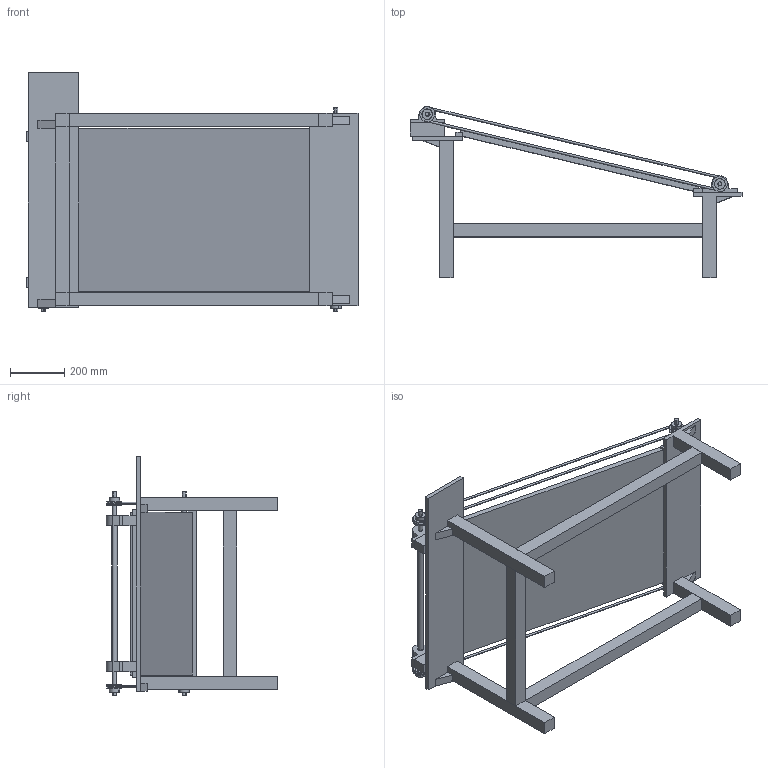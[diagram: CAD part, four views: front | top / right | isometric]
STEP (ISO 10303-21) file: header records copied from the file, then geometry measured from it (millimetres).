
FILE_DESCRIPTION (( 'STEP AP203' ), '1' );
FILE_NAME ('solar cleaning systam assly 2.STEP', '2023-06-12T13:03:07', ( '' ), ( '' ), 'SwSTEP 2.0', 'SolidWorks 2019', '' );
FILE_SCHEMA (( 'CONFIG_CONTROL_DESIGN' ));
Length unit declared in the file: millimetre
Products named in the file (8): shaft 17x700; WOODEN_Default<As Machined>; 600x900 solar; solar cleaning systam assly 2; bearing block; WOODEN BLOCK; pulley - Copy; pulley
Assembly tree (14 placements, depth 2):
  solar cleaning systam assly 2
    600x900 solar
    bearing block  x4
    shaft 17x700  x2
    pulley  x2
    pulley - Copy  x2
    WOODEN_Default<As Machined>
    WOODEN BLOCK  x2
Bounding box: 1223.94 x 631.82 x 880 mm (x, y, z)
Volume: 27502857.6 mm3; surface area: 3088999.4 mm2
Topology: 25 solids, 25 shells, 340 faces, 800 edges, 524 vertices
Faces by surface type: plane 208, cylinder 112, torus 12, bspline 8
Entity records: 9702 total; most frequent: CARTESIAN_POINT 4047, DIRECTION 960, ORIENTED_EDGE 920, EDGE_CURVE 460, VECTOR 334, LINE 334, AXIS2_PLACEMENT_3D 313, VERTEX_POINT 302
